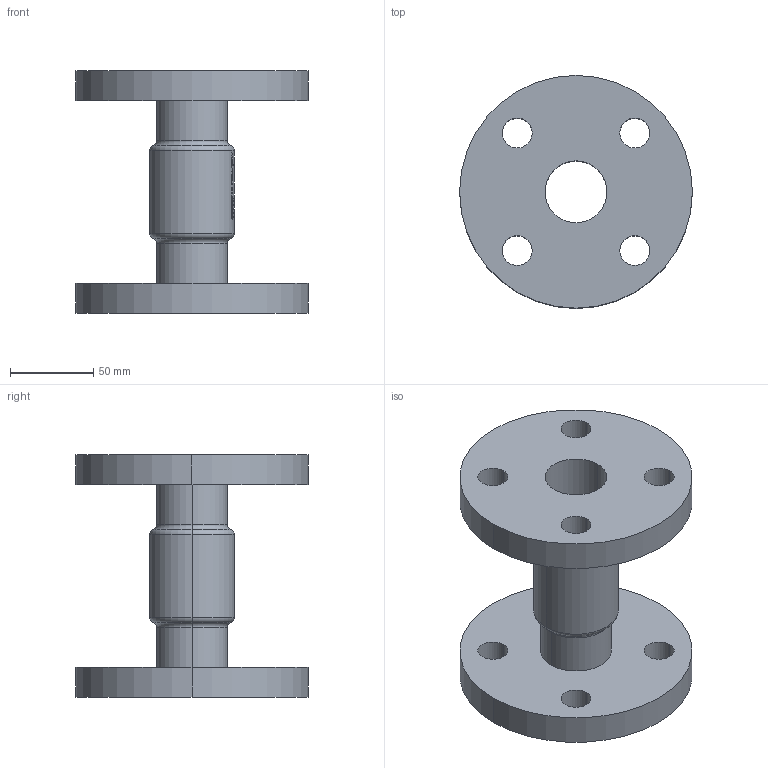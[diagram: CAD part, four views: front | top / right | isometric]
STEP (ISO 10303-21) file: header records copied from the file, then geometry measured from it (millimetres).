
FILE_DESCRIPTION (( 'STEP AP214' ), '1' );
FILE_NAME ('7120000_DN032_PN40_51420300.STEP', '2022-02-04T10:33:26', ( 'axxx' ), ( 'Hewlett-Packard Company' ), 'SwSTEP 2.0', 'SolidWorks 2019', '' );
FILE_SCHEMA (( 'AUTOMOTIVE_DESIGN' ));
Length unit declared in the file: millimetre
Products named in the file (1): 7120000_DN032_PN40_51420300
Bounding box: 140 x 140 x 146 mm (x, y, z)
Volume: 547908.8 mm3; surface area: 112401.4 mm2
Topology: 1 solids, 1 shells, 535 faces, 1440 edges, 956 vertices
Faces by surface type: plane 239, bspline 237, cylinder 51, torus 8
Entity records: 30323 total; most frequent: CARTESIAN_POINT 18499, ORIENTED_EDGE 2880, DIRECTION 1641, EDGE_CURVE 1440, VERTEX_POINT 956, LINE 759, VECTOR 759, EDGE_LOOP 602
